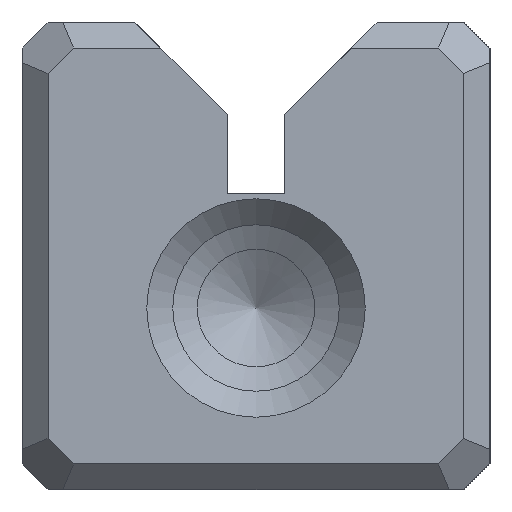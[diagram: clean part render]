
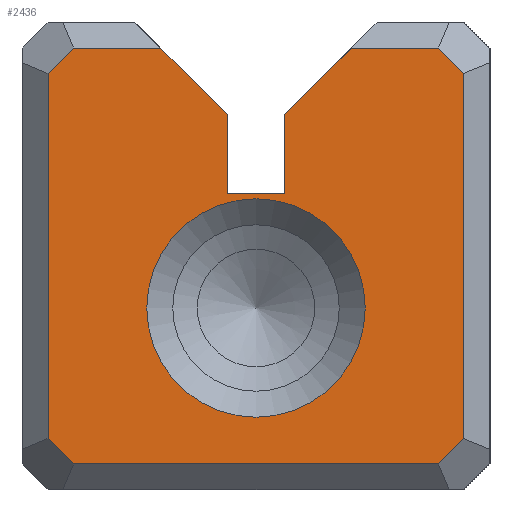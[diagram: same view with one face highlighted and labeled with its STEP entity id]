
A CAD part, left-side view. The second image highlights one B-rep face of the part: STEP entity #2436.
In plain terms, the highlighted planar face has unit normal (-1, 0, 0).
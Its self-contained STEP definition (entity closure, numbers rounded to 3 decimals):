
#2436=ADVANCED_FACE('',(#3247,#3248),#2781,.F.);
#2781=PLANE('',#8356);
#3016=CIRCLE('',#8355,2.1);
#3247=FACE_BOUND('',#3342,.T.);
#3248=FACE_BOUND('',#3343,.T.);
#3342=EDGE_LOOP('',(#3959));
#3343=EDGE_LOOP('',(#3960,#3961,#3962,#3963,#3964,#3965,#3966,#3967,#3968,
#3969,#3970,#3971,#3972,#3973));
#3959=ORIENTED_EDGE('',*,*,#6337,.T.);
#3960=ORIENTED_EDGE('',*,*,#6338,.T.);
#3961=ORIENTED_EDGE('',*,*,#6339,.T.);
#3962=ORIENTED_EDGE('',*,*,#6340,.F.);
#3963=ORIENTED_EDGE('',*,*,#6341,.F.);
#3964=ORIENTED_EDGE('',*,*,#6342,.F.);
#3965=ORIENTED_EDGE('',*,*,#6343,.F.);
#3966=ORIENTED_EDGE('',*,*,#6344,.F.);
#3967=ORIENTED_EDGE('',*,*,#6345,.T.);
#3968=ORIENTED_EDGE('',*,*,#6346,.T.);
#3969=ORIENTED_EDGE('',*,*,#6347,.T.);
#3970=ORIENTED_EDGE('',*,*,#6348,.T.);
#3971=ORIENTED_EDGE('',*,*,#6349,.T.);
#3972=ORIENTED_EDGE('',*,*,#6350,.T.);
#3973=ORIENTED_EDGE('',*,*,#6351,.T.);
#5735=VERTEX_POINT('',#10600);
#5736=VERTEX_POINT('',#10602);
#5737=VERTEX_POINT('',#10603);
#5738=VERTEX_POINT('',#10605);
#5739=VERTEX_POINT('',#10607);
#5740=VERTEX_POINT('',#10609);
#5741=VERTEX_POINT('',#10611);
#5742=VERTEX_POINT('',#10613);
#5743=VERTEX_POINT('',#10615);
#5744=VERTEX_POINT('',#10617);
#5745=VERTEX_POINT('',#10619);
#5746=VERTEX_POINT('',#10621);
#5747=VERTEX_POINT('',#10623);
#5748=VERTEX_POINT('',#10625);
#5749=VERTEX_POINT('',#10627);
#6337=EDGE_CURVE('',#5735,#5735,#3016,.T.);
#6338=EDGE_CURVE('',#5736,#5737,#7147,.T.);
#6339=EDGE_CURVE('',#5737,#5738,#7148,.T.);
#6340=EDGE_CURVE('',#5739,#5738,#7149,.T.);
#6341=EDGE_CURVE('',#5740,#5739,#7150,.T.);
#6342=EDGE_CURVE('',#5741,#5740,#7151,.T.);
#6343=EDGE_CURVE('',#5742,#5741,#7152,.T.);
#6344=EDGE_CURVE('',#5743,#5742,#7153,.T.);
#6345=EDGE_CURVE('',#5743,#5744,#7154,.T.);
#6346=EDGE_CURVE('',#5744,#5745,#7155,.T.);
#6347=EDGE_CURVE('',#5745,#5746,#7156,.T.);
#6348=EDGE_CURVE('',#5746,#5747,#7157,.T.);
#6349=EDGE_CURVE('',#5747,#5748,#7158,.T.);
#6350=EDGE_CURVE('',#5748,#5749,#7159,.T.);
#6351=EDGE_CURVE('',#5749,#5736,#7160,.T.);
#7147=LINE('',#10601,#7831);
#7148=LINE('',#10604,#7832);
#7149=LINE('',#10606,#7833);
#7150=LINE('',#10608,#7834);
#7151=LINE('',#10610,#7835);
#7152=LINE('',#10612,#7836);
#7153=LINE('',#10614,#7837);
#7154=LINE('',#10616,#7838);
#7155=LINE('',#10618,#7839);
#7156=LINE('',#10620,#7840);
#7157=LINE('',#10622,#7841);
#7158=LINE('',#10624,#7842);
#7159=LINE('',#10626,#7843);
#7160=LINE('',#10628,#7844);
#7831=VECTOR('',#8807,1.);
#7832=VECTOR('',#8808,1.);
#7833=VECTOR('',#8809,1.);
#7834=VECTOR('',#8810,1.);
#7835=VECTOR('',#8811,1.);
#7836=VECTOR('',#8812,1.);
#7837=VECTOR('',#8813,1.);
#7838=VECTOR('',#8814,1.);
#7839=VECTOR('',#8815,1.);
#7840=VECTOR('',#8816,1.);
#7841=VECTOR('',#8817,1.);
#7842=VECTOR('',#8818,1.);
#7843=VECTOR('',#8819,1.);
#7844=VECTOR('',#8820,1.);
#8355=AXIS2_PLACEMENT_3D('',#10599,#8805,#8806);
#8356=AXIS2_PLACEMENT_3D('',#10629,#8821,#8822);
#8805=DIRECTION('',(1.,0.,0.));
#8806=DIRECTION('',(0.,0.,-1.));
#8807=DIRECTION('',(0.,0.707,0.707));
#8808=DIRECTION('',(0.,1.,0.));
#8809=DIRECTION('',(0.,-0.707,0.707));
#8810=DIRECTION('',(0.,0.,1.));
#8811=DIRECTION('',(0.,-1.,0.));
#8812=DIRECTION('',(0.,0.,-1.));
#8813=DIRECTION('',(0.,-0.707,-0.707));
#8814=DIRECTION('',(0.,1.,0.));
#8815=DIRECTION('',(0.,0.707,-0.707));
#8816=DIRECTION('',(0.,0.,-1.));
#8817=DIRECTION('',(0.,-0.707,-0.707));
#8818=DIRECTION('',(0.,-1.,0.));
#8819=DIRECTION('',(0.,-0.707,0.707));
#8820=DIRECTION('',(0.,0.,1.));
#8821=DIRECTION('',(1.,0.,0.));
#8822=DIRECTION('',(0.,0.,1.));
#10599=CARTESIAN_POINT('',(-25.,0.,-1.));
#10600=CARTESIAN_POINT('',(-25.,0.,-3.1));
#10601=CARTESIAN_POINT('',(-25.,-3.755,3.755));
#10602=CARTESIAN_POINT('',(-25.,-4.,3.51));
#10603=CARTESIAN_POINT('',(-25.,-3.51,4.));
#10604=CARTESIAN_POINT('',(-25.,-2.328,4.));
#10605=CARTESIAN_POINT('',(-25.,-1.828,4.));
#10606=CARTESIAN_POINT('',(-25.,0.,2.172));
#10607=CARTESIAN_POINT('',(-25.,-0.55,2.722));
#10608=CARTESIAN_POINT('',(-25.,-0.55,1.2));
#10609=CARTESIAN_POINT('',(-25.,-0.55,1.2));
#10610=CARTESIAN_POINT('',(-25.,0.55,1.2));
#10611=CARTESIAN_POINT('',(-25.,0.55,1.2));
#10612=CARTESIAN_POINT('',(-25.,0.55,2.722));
#10613=CARTESIAN_POINT('',(-25.,0.55,2.722));
#10614=CARTESIAN_POINT('',(-25.,4.828,7.));
#10615=CARTESIAN_POINT('',(-25.,1.828,4.));
#10616=CARTESIAN_POINT('',(-25.,4.,4.));
#10617=CARTESIAN_POINT('',(-25.,3.51,4.));
#10618=CARTESIAN_POINT('',(-25.,3.755,3.755));
#10619=CARTESIAN_POINT('',(-25.,4.,3.51));
#10620=CARTESIAN_POINT('',(-25.,4.,-4.));
#10621=CARTESIAN_POINT('',(-25.,4.,-3.51));
#10622=CARTESIAN_POINT('',(-25.,3.755,-3.755));
#10623=CARTESIAN_POINT('',(-25.,3.51,-4.));
#10624=CARTESIAN_POINT('',(-25.,-4.,-4.));
#10625=CARTESIAN_POINT('',(-25.,-3.51,-4.));
#10626=CARTESIAN_POINT('',(-25.,-3.755,-3.755));
#10627=CARTESIAN_POINT('',(-25.,-4.,-3.51));
#10628=CARTESIAN_POINT('',(-25.,-4.,4.));
#10629=CARTESIAN_POINT('',(-25.,0.,0.));
